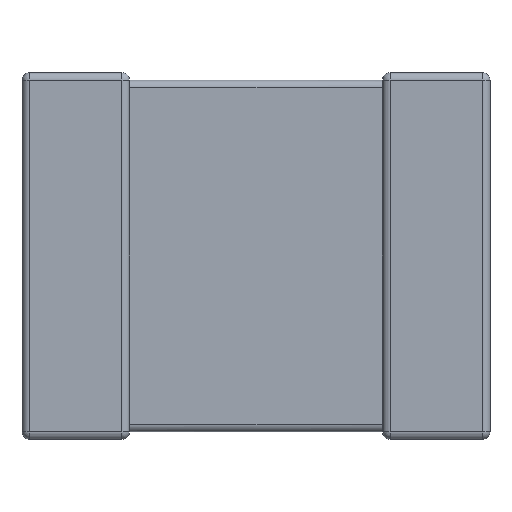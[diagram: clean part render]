
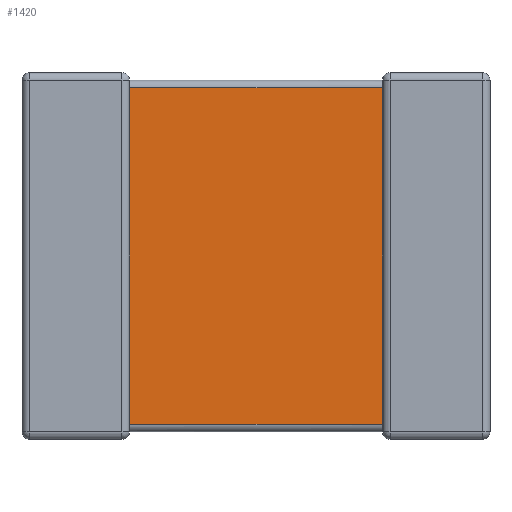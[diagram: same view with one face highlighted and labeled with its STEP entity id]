
A CAD part, front view. The second image highlights one B-rep face of the part: STEP entity #1420.
In plain terms, the highlighted planar face has unit normal (0, -1, 0).
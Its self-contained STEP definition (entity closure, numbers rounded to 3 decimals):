
#21 = AXIS2_PLACEMENT_3D ( 'NONE', #3594, #2140, #2508 ) ;
#121 = DIRECTION ( 'NONE',  ( -1., 0., 0. ) ) ;
#129 = VERTEX_POINT ( 'NONE', #3228 ) ;
#234 = VECTOR ( 'NONE', #3404, 1000. ) ;
#397 = PLANE ( 'NONE',  #21 ) ;
#404 = EDGE_CURVE ( 'NONE', #4088, #129, #3757, .T. ) ;
#483 = CARTESIAN_POINT ( 'NONE',  ( 2.85, 0.06, -2.9 ) ) ;
#491 = LINE ( 'NONE', #3477, #3297 ) ;
#518 = LINE ( 'NONE', #3009, #234 ) ;
#607 = CARTESIAN_POINT ( 'NONE',  ( 2.85, 0.06, -2.779 ) ) ;
#817 = ORIENTED_EDGE ( 'NONE', *, *, #2953, .F. ) ;
#1320 = ORIENTED_EDGE ( 'NONE', *, *, #4557, .T. ) ;
#1420 = ADVANCED_FACE ( 'NONE', ( #1918 ), #397, .T. ) ;
#1533 = CARTESIAN_POINT ( 'NONE',  ( 0.85, 0.06, -0.121 ) ) ;
#1692 = ORIENTED_EDGE ( 'NONE', *, *, #1848, .T. ) ;
#1848 = EDGE_CURVE ( 'NONE', #3694, #4088, #4314, .T. ) ;
#1899 = CARTESIAN_POINT ( 'NONE',  ( 2.85, 0.06, -0.121 ) ) ;
#1918 = FACE_OUTER_BOUND ( 'NONE', #2505, .T. ) ;
#2127 = VECTOR ( 'NONE', #2233, 1000. ) ;
#2140 = DIRECTION ( 'NONE',  ( 0., -1., 0. ) ) ;
#2233 = DIRECTION ( 'NONE',  ( 0., 0., 1. ) ) ;
#2505 = EDGE_LOOP ( 'NONE', ( #817, #1320, #1692, #4582 ) ) ;
#2508 = DIRECTION ( 'NONE',  ( 1., 0., 0. ) ) ;
#2691 = VECTOR ( 'NONE', #121, 1000. ) ;
#2953 = EDGE_CURVE ( 'NONE', #3239, #129, #518, .T. ) ;
#3009 = CARTESIAN_POINT ( 'NONE',  ( 0.85, 0.06, -2.9 ) ) ;
#3205 = CARTESIAN_POINT ( 'NONE',  ( 0.85, 0.06, -2.779 ) ) ;
#3228 = CARTESIAN_POINT ( 'NONE',  ( 0.85, 0.06, -0.121 ) ) ;
#3239 = VERTEX_POINT ( 'NONE', #3205 ) ;
#3297 = VECTOR ( 'NONE', #4395, 1000. ) ;
#3404 = DIRECTION ( 'NONE',  ( 0., 0., 1. ) ) ;
#3477 = CARTESIAN_POINT ( 'NONE',  ( 2.85, 0.06, -2.779 ) ) ;
#3594 = CARTESIAN_POINT ( 'NONE',  ( 0.85, 0.06, -2.9 ) ) ;
#3694 = VERTEX_POINT ( 'NONE', #607 ) ;
#3757 = LINE ( 'NONE', #1533, #2691 ) ;
#4088 = VERTEX_POINT ( 'NONE', #1899 ) ;
#4314 = LINE ( 'NONE', #483, #2127 ) ;
#4395 = DIRECTION ( 'NONE',  ( 1., 0., 0. ) ) ;
#4557 = EDGE_CURVE ( 'NONE', #3239, #3694, #491, .T. ) ;
#4582 = ORIENTED_EDGE ( 'NONE', *, *, #404, .T. ) ;
